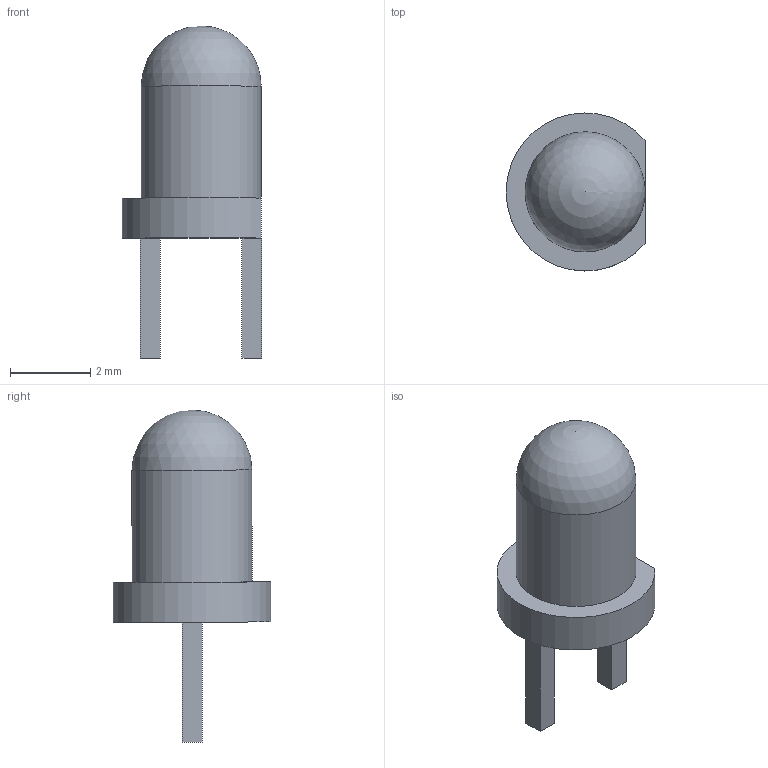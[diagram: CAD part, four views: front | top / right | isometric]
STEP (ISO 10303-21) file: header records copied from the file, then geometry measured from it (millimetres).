
FILE_DESCRIPTION(('FreeCAD Model'),'2;1');
FILE_NAME('Open CASCADE Shape Model','2023-12-21T10:18:01',(''),(''), 'Open CASCADE STEP processor 7.6','FreeCAD','Unknown');
FILE_SCHEMA(('AUTOMOTIVE_DESIGN { 1 0 10303 214 1 1 1 1 }'));
Length unit declared in the file: millimetre
Products named in the file (4): Unnamed; Body; Cube; Cube001
Assembly tree (3 placements, depth 2):
  Unnamed
    Body
    Cube
    Cube001
Bounding box: 3.5 x 3.95 x 8.3 mm (x, y, z)
Volume: 39.8 mm3; surface area: 81.5 mm2
Topology: 3 solids, 3 shells, 18 faces, 36 edges, 23 vertices
Faces by surface type: plane 15, cylinder 2, sphere 1
Full cylindrical faces by diameter (mm): 3 x1
Entity records: 553 total; most frequent: DIRECTION 84, CARTESIAN_POINT 80, ORIENTED_EDGE 70, EDGE_CURVE 35, LINE 30, VECTOR 30, AXIS2_PLACEMENT_3D 27, VERTEX_POINT 23
